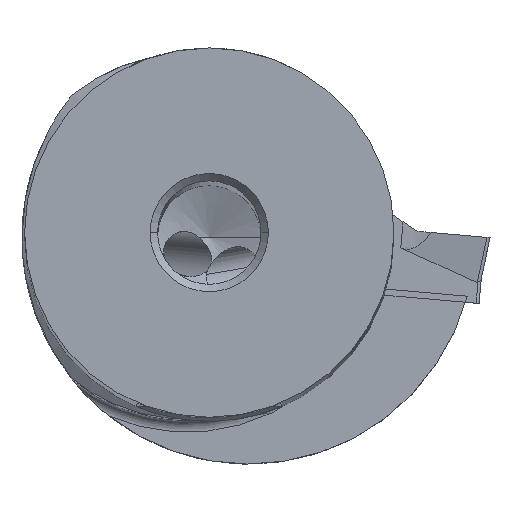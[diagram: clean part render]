
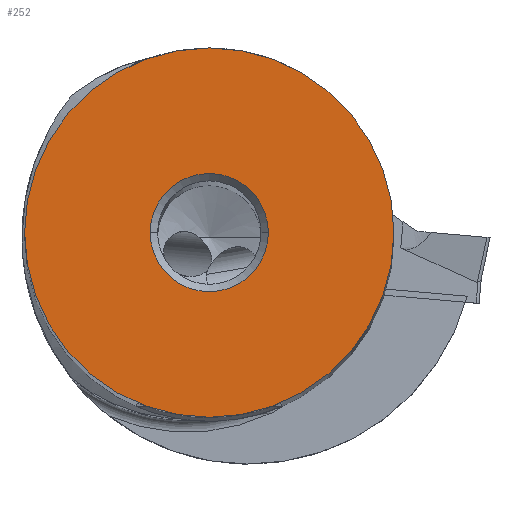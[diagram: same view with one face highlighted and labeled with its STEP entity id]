
A CAD part, top view. The second image highlights one B-rep face of the part: STEP entity #252.
In plain terms, the highlighted planar face has unit normal (0, 0, 1).
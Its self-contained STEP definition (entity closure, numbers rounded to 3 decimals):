
#49=FACE_BOUND('',#541,.T.);
#50=FACE_BOUND('',#542,.T.);
#252=ADVANCED_FACE('',(#49,#50),#312,.F.);
#312=PLANE('',#2875);
#541=EDGE_LOOP('',(#1198,#1199));
#542=EDGE_LOOP('',(#1200,#1201));
#1198=ORIENTED_EDGE('',*,*,#1912,.T.);
#1199=ORIENTED_EDGE('',*,*,#1913,.T.);
#1200=ORIENTED_EDGE('',*,*,#1911,.T.);
#1201=ORIENTED_EDGE('',*,*,#1909,.T.);
#1553=VERTEX_POINT('',#5566);
#1554=VERTEX_POINT('',#5568);
#1555=VERTEX_POINT('',#5574);
#1556=VERTEX_POINT('',#5575);
#1909=EDGE_CURVE('',#1554,#1553,#2182,.T.);
#1911=EDGE_CURVE('',#1553,#1554,#2183,.T.);
#1912=EDGE_CURVE('',#1555,#1556,#2184,.T.);
#1913=EDGE_CURVE('',#1556,#1555,#2185,.T.);
#2182=CIRCLE('',#2869,4.);
#2183=CIRCLE('',#2871,4.);
#2184=CIRCLE('',#2873,12.5);
#2185=CIRCLE('',#2874,12.5);
#2869=AXIS2_PLACEMENT_3D('',#5567,#3441,#3442);
#2871=AXIS2_PLACEMENT_3D('',#5571,#3446,#3447);
#2873=AXIS2_PLACEMENT_3D('',#5573,#3450,#3451);
#2874=AXIS2_PLACEMENT_3D('',#5576,#3452,#3453);
#2875=AXIS2_PLACEMENT_3D('',#5577,#3454,#3455);
#3441=DIRECTION('',(0.,0.,-1.));
#3442=DIRECTION('',(-1.,0.,0.));
#3446=DIRECTION('',(0.,0.,-1.));
#3447=DIRECTION('',(1.,0.,0.));
#3450=DIRECTION('',(0.,0.,1.));
#3451=DIRECTION('',(1.,0.,0.));
#3452=DIRECTION('',(0.,0.,1.));
#3453=DIRECTION('',(-1.,0.,0.));
#3454=DIRECTION('',(0.,0.,-1.));
#3455=DIRECTION('',(1.,0.,0.));
#5566=CARTESIAN_POINT('',(4.,0.,0.));
#5567=CARTESIAN_POINT('',(0.,0.,0.));
#5568=CARTESIAN_POINT('',(-4.,0.,0.));
#5571=CARTESIAN_POINT('',(0.,0.,0.));
#5573=CARTESIAN_POINT('',(0.,0.,0.));
#5574=CARTESIAN_POINT('',(12.5,0.,0.));
#5575=CARTESIAN_POINT('',(-12.5,0.,0.));
#5576=CARTESIAN_POINT('',(0.,0.,0.));
#5577=CARTESIAN_POINT('',(0.,0.,0.));
